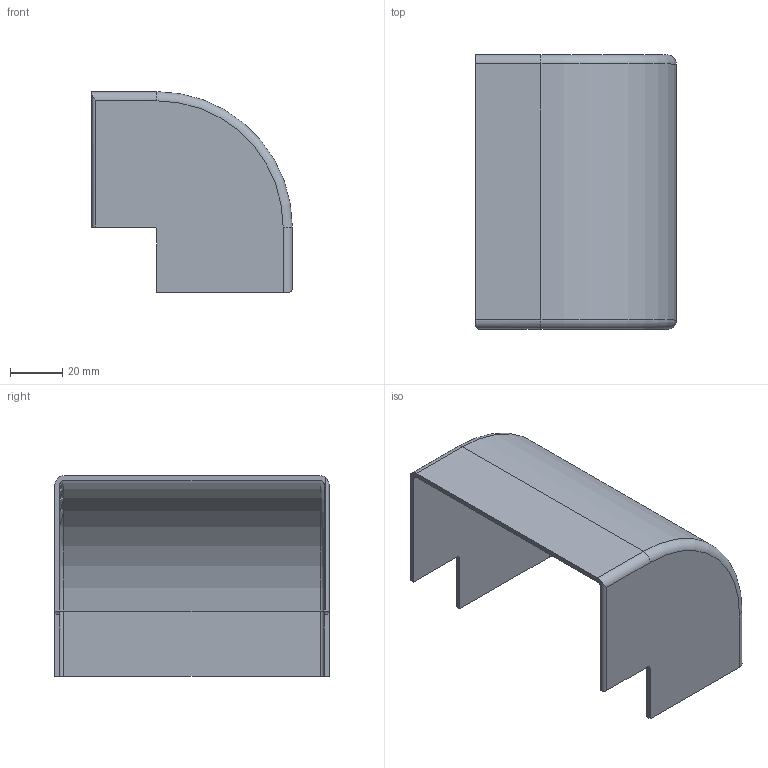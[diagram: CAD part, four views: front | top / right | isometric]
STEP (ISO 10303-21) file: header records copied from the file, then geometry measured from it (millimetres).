
FILE_DESCRIPTION(('CATIA V5 STEP Exchange','CAx-IF Rec.Pracs.--- Model Styling and Organization---1.4--- 2014-01-23'),'2;1');
FILE_NAME('638012.stp','2020-01-03T09:56:30+00:00',('none'),('none'),'CATIA Version 5-6 Release 2017 SP3','CATIA V5 STEP AP214','none');
FILE_SCHEMA(('AUTOMOTIVE_DESIGN { 1 0 10303 214 1 1 1 1 }'));
Length unit declared in the file: millimetre
Products named in the file (1): 638012
Bounding box: 76.8 x 105 x 76.8 mm (x, y, z)
Volume: 42191.2 mm3; surface area: 45379.8 mm2
Topology: 1 solids, 1 shells, 32 faces, 82 edges, 52 vertices
Faces by surface type: plane 14, cylinder 14, torus 4
Entity records: 998 total; most frequent: CARTESIAN_POINT 207, ORIENTED_EDGE 164, DIRECTION 140, EDGE_CURVE 82, AXIS2_PLACEMENT_3D 60, VERTEX_POINT 52, VECTOR 50, LINE 50
